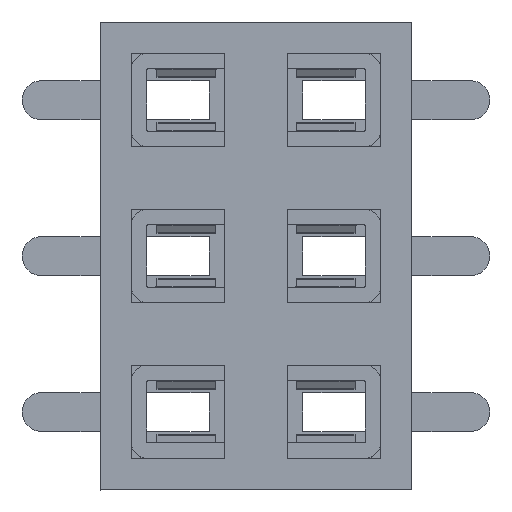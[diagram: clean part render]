
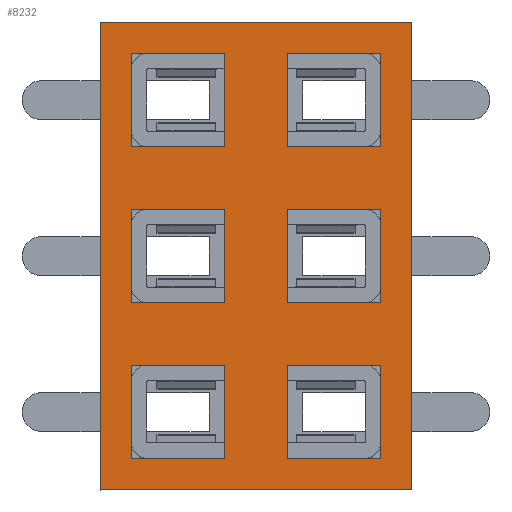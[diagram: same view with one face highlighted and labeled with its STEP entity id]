
A CAD part, top view. The second image highlights one B-rep face of the part: STEP entity #8232.
In plain terms, the highlighted planar face has unit normal (0, 0, 1).
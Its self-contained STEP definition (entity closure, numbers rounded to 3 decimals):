
#274=PLANE('',#9028);
#3072=ORIENTED_EDGE('',*,*,#4123,.T.);
#3073=ORIENTED_EDGE('',*,*,#4120,.T.);
#3074=ORIENTED_EDGE('',*,*,#4117,.T.);
#3075=ORIENTED_EDGE('',*,*,#4113,.T.);
#3076=ORIENTED_EDGE('',*,*,#4192,.T.);
#3077=ORIENTED_EDGE('',*,*,#4188,.T.);
#3078=ORIENTED_EDGE('',*,*,#4185,.T.);
#3079=ORIENTED_EDGE('',*,*,#4181,.T.);
#3080=ORIENTED_EDGE('',*,*,#4259,.T.);
#3081=ORIENTED_EDGE('',*,*,#4256,.T.);
#3082=ORIENTED_EDGE('',*,*,#4253,.T.);
#3083=ORIENTED_EDGE('',*,*,#4249,.T.);
#3084=ORIENTED_EDGE('',*,*,#4300,.T.);
#3085=ORIENTED_EDGE('',*,*,#4313,.F.);
#3086=ORIENTED_EDGE('',*,*,#4306,.F.);
#3087=ORIENTED_EDGE('',*,*,#4310,.T.);
#3088=ORIENTED_EDGE('',*,*,#4294,.T.);
#3089=ORIENTED_EDGE('',*,*,#4290,.T.);
#3090=ORIENTED_EDGE('',*,*,#4287,.T.);
#3091=ORIENTED_EDGE('',*,*,#4283,.T.);
#3092=ORIENTED_EDGE('',*,*,#4226,.T.);
#3093=ORIENTED_EDGE('',*,*,#4222,.T.);
#3094=ORIENTED_EDGE('',*,*,#4219,.T.);
#3095=ORIENTED_EDGE('',*,*,#4215,.T.);
#3096=ORIENTED_EDGE('',*,*,#4157,.T.);
#3097=ORIENTED_EDGE('',*,*,#4154,.T.);
#3098=ORIENTED_EDGE('',*,*,#4151,.T.);
#3099=ORIENTED_EDGE('',*,*,#4147,.T.);
#4113=EDGE_CURVE('',#4952,#4953,#5687,.T.);
#4117=EDGE_CURVE('',#4956,#4952,#5691,.T.);
#4120=EDGE_CURVE('',#4958,#4956,#5694,.T.);
#4123=EDGE_CURVE('',#4953,#4958,#5697,.T.);
#4147=EDGE_CURVE('',#4974,#4975,#5721,.T.);
#4151=EDGE_CURVE('',#4978,#4974,#5725,.T.);
#4154=EDGE_CURVE('',#4980,#4978,#5728,.T.);
#4157=EDGE_CURVE('',#4975,#4980,#5731,.T.);
#4181=EDGE_CURVE('',#4996,#4997,#5755,.T.);
#4185=EDGE_CURVE('',#5000,#4996,#5759,.T.);
#4188=EDGE_CURVE('',#5002,#5000,#5762,.T.);
#4192=EDGE_CURVE('',#4997,#5002,#5766,.T.);
#4215=EDGE_CURVE('',#5018,#5019,#5789,.T.);
#4219=EDGE_CURVE('',#5022,#5018,#5793,.T.);
#4222=EDGE_CURVE('',#5024,#5022,#5796,.T.);
#4226=EDGE_CURVE('',#5019,#5024,#5800,.T.);
#4249=EDGE_CURVE('',#5040,#5041,#5823,.T.);
#4253=EDGE_CURVE('',#5044,#5040,#5827,.T.);
#4256=EDGE_CURVE('',#5046,#5044,#5830,.T.);
#4259=EDGE_CURVE('',#5041,#5046,#5833,.T.);
#4283=EDGE_CURVE('',#5062,#5063,#5857,.T.);
#4287=EDGE_CURVE('',#5066,#5062,#5861,.T.);
#4290=EDGE_CURVE('',#5068,#5066,#5864,.T.);
#4294=EDGE_CURVE('',#5063,#5068,#5868,.T.);
#4300=EDGE_CURVE('',#5072,#5071,#5874,.T.);
#4306=EDGE_CURVE('',#5075,#5076,#5880,.T.);
#4310=EDGE_CURVE('',#5075,#5072,#5884,.T.);
#4313=EDGE_CURVE('',#5076,#5071,#5887,.T.);
#4952=VERTEX_POINT('',#13778);
#4953=VERTEX_POINT('',#13779);
#4956=VERTEX_POINT('',#13787);
#4958=VERTEX_POINT('',#13793);
#4974=VERTEX_POINT('',#13845);
#4975=VERTEX_POINT('',#13846);
#4978=VERTEX_POINT('',#13854);
#4980=VERTEX_POINT('',#13860);
#4996=VERTEX_POINT('',#13912);
#4997=VERTEX_POINT('',#13913);
#5000=VERTEX_POINT('',#13921);
#5002=VERTEX_POINT('',#13927);
#5018=VERTEX_POINT('',#13979);
#5019=VERTEX_POINT('',#13980);
#5022=VERTEX_POINT('',#13988);
#5024=VERTEX_POINT('',#13994);
#5040=VERTEX_POINT('',#14046);
#5041=VERTEX_POINT('',#14047);
#5044=VERTEX_POINT('',#14055);
#5046=VERTEX_POINT('',#14061);
#5062=VERTEX_POINT('',#14113);
#5063=VERTEX_POINT('',#14114);
#5066=VERTEX_POINT('',#14122);
#5068=VERTEX_POINT('',#14128);
#5071=VERTEX_POINT('',#14142);
#5072=VERTEX_POINT('',#14144);
#5075=VERTEX_POINT('',#14153);
#5076=VERTEX_POINT('',#14155);
#5687=LINE('',#13777,#6497);
#5691=LINE('',#13786,#6501);
#5694=LINE('',#13792,#6504);
#5697=LINE('',#13798,#6507);
#5721=LINE('',#13844,#6531);
#5725=LINE('',#13853,#6535);
#5728=LINE('',#13859,#6538);
#5731=LINE('',#13865,#6541);
#5755=LINE('',#13911,#6565);
#5759=LINE('',#13920,#6569);
#5762=LINE('',#13926,#6572);
#5766=LINE('',#13933,#6576);
#5789=LINE('',#13978,#6599);
#5793=LINE('',#13987,#6603);
#5796=LINE('',#13993,#6606);
#5800=LINE('',#14000,#6610);
#5823=LINE('',#14045,#6633);
#5827=LINE('',#14054,#6637);
#5830=LINE('',#14060,#6640);
#5833=LINE('',#14066,#6643);
#5857=LINE('',#14112,#6667);
#5861=LINE('',#14121,#6671);
#5864=LINE('',#14127,#6674);
#5868=LINE('',#14134,#6678);
#5874=LINE('',#14143,#6684);
#5880=LINE('',#14154,#6690);
#5884=LINE('',#14161,#6694);
#5887=LINE('',#14166,#6697);
#6497=VECTOR('',#10954,1000.);
#6501=VECTOR('',#10960,1000.);
#6504=VECTOR('',#10965,1000.);
#6507=VECTOR('',#10970,1000.);
#6531=VECTOR('',#11010,1000.);
#6535=VECTOR('',#11016,1000.);
#6538=VECTOR('',#11021,1000.);
#6541=VECTOR('',#11026,1000.);
#6565=VECTOR('',#11066,1000.);
#6569=VECTOR('',#11072,1000.);
#6572=VECTOR('',#11077,1000.);
#6576=VECTOR('',#11083,1000.);
#6599=VECTOR('',#11122,1000.);
#6603=VECTOR('',#11128,1000.);
#6606=VECTOR('',#11133,1000.);
#6610=VECTOR('',#11139,1000.);
#6633=VECTOR('',#11178,1000.);
#6637=VECTOR('',#11184,1000.);
#6640=VECTOR('',#11189,1000.);
#6643=VECTOR('',#11194,1000.);
#6667=VECTOR('',#11234,1000.);
#6671=VECTOR('',#11240,1000.);
#6674=VECTOR('',#11245,1000.);
#6678=VECTOR('',#11251,1000.);
#6684=VECTOR('',#11259,1000.);
#6690=VECTOR('',#11267,1000.);
#6694=VECTOR('',#11273,1000.);
#6697=VECTOR('',#11280,1000.);
#7146=EDGE_LOOP('',(#3072,#3073,#3074,#3075));
#7147=EDGE_LOOP('',(#3076,#3077,#3078,#3079));
#7148=EDGE_LOOP('',(#3080,#3081,#3082,#3083));
#7149=EDGE_LOOP('',(#3084,#3085,#3086,#3087));
#7150=EDGE_LOOP('',(#3088,#3089,#3090,#3091));
#7151=EDGE_LOOP('',(#3092,#3093,#3094,#3095));
#7152=EDGE_LOOP('',(#3096,#3097,#3098,#3099));
#7602=FACE_BOUND('',#7146,.T.);
#7603=FACE_BOUND('',#7147,.T.);
#7604=FACE_BOUND('',#7148,.T.);
#7605=FACE_BOUND('',#7149,.T.);
#7606=FACE_BOUND('',#7150,.T.);
#7607=FACE_BOUND('',#7151,.T.);
#7608=FACE_BOUND('',#7152,.T.);
#8232=ADVANCED_FACE('',(#7602,#7603,#7604,#7605,#7606,#7607,#7608),#274,
 .F.);
#9028=AXIS2_PLACEMENT_3D('',#14172,#11291,#11292);
#10954=DIRECTION('',(0.,-1.,0.));
#10960=DIRECTION('',(1.,0.,0.));
#10965=DIRECTION('',(0.,1.,0.));
#10970=DIRECTION('',(-1.,0.,0.));
#11010=DIRECTION('',(0.,-1.,0.));
#11016=DIRECTION('',(1.,0.,0.));
#11021=DIRECTION('',(0.,1.,0.));
#11026=DIRECTION('',(-1.,0.,0.));
#11066=DIRECTION('',(-1.,0.,0.));
#11072=DIRECTION('',(0.,-1.,0.));
#11077=DIRECTION('',(1.,0.,0.));
#11083=DIRECTION('',(0.,1.,0.));
#11122=DIRECTION('',(-1.,0.,0.));
#11128=DIRECTION('',(0.,-1.,0.));
#11133=DIRECTION('',(1.,0.,0.));
#11139=DIRECTION('',(0.,1.,0.));
#11178=DIRECTION('',(0.,-1.,0.));
#11184=DIRECTION('',(1.,0.,0.));
#11189=DIRECTION('',(0.,1.,0.));
#11194=DIRECTION('',(-1.,0.,0.));
#11234=DIRECTION('',(-1.,0.,0.));
#11240=DIRECTION('',(0.,-1.,0.));
#11245=DIRECTION('',(1.,0.,0.));
#11251=DIRECTION('',(0.,1.,0.));
#11259=DIRECTION('',(-1.,0.,0.));
#11267=DIRECTION('',(-1.,0.,0.));
#11273=DIRECTION('',(0.,1.,0.));
#11280=DIRECTION('',(0.,1.,0.));
#11291=DIRECTION('',(0.,0.,-1.));
#11292=DIRECTION('',(-1.,0.,0.));
#13777=CARTESIAN_POINT('',(2.6,-0.4,1.));
#13778=CARTESIAN_POINT('',(2.6,-0.4,1.));
#13779=CARTESIAN_POINT('',(2.6,-1.6,1.));
#13786=CARTESIAN_POINT('',(1.4,-0.4,1.));
#13787=CARTESIAN_POINT('',(1.4,-0.4,1.));
#13792=CARTESIAN_POINT('',(1.4,-1.6,1.));
#13793=CARTESIAN_POINT('',(1.4,-1.6,1.));
#13798=CARTESIAN_POINT('',(2.6,-1.6,1.));
#13844=CARTESIAN_POINT('',(0.6,-0.4,1.));
#13845=CARTESIAN_POINT('',(0.6,-0.4,1.));
#13846=CARTESIAN_POINT('',(0.6,-1.6,1.));
#13853=CARTESIAN_POINT('',(-0.6,-0.4,1.));
#13854=CARTESIAN_POINT('',(-0.6,-0.4,1.));
#13859=CARTESIAN_POINT('',(-0.6,-1.6,1.));
#13860=CARTESIAN_POINT('',(-0.6,-1.6,1.));
#13865=CARTESIAN_POINT('',(0.6,-1.6,1.));
#13911=CARTESIAN_POINT('',(2.6,0.4,1.));
#13912=CARTESIAN_POINT('',(2.6,0.4,1.));
#13913=CARTESIAN_POINT('',(1.4,0.4,1.));
#13920=CARTESIAN_POINT('',(2.6,1.6,1.));
#13921=CARTESIAN_POINT('',(2.6,1.6,1.));
#13926=CARTESIAN_POINT('',(1.4,1.6,1.));
#13927=CARTESIAN_POINT('',(1.4,1.6,1.));
#13933=CARTESIAN_POINT('',(1.4,0.4,1.));
#13978=CARTESIAN_POINT('',(0.6,0.4,1.));
#13979=CARTESIAN_POINT('',(0.6,0.4,1.));
#13980=CARTESIAN_POINT('',(-0.6,0.4,1.));
#13987=CARTESIAN_POINT('',(0.6,1.6,1.));
#13988=CARTESIAN_POINT('',(0.6,1.6,1.));
#13993=CARTESIAN_POINT('',(-0.6,1.6,1.));
#13994=CARTESIAN_POINT('',(-0.6,1.6,1.));
#14000=CARTESIAN_POINT('',(-0.6,0.4,1.));
#14045=CARTESIAN_POINT('',(-1.4,-0.4,1.));
#14046=CARTESIAN_POINT('',(-1.4,-0.4,1.));
#14047=CARTESIAN_POINT('',(-1.4,-1.6,1.));
#14054=CARTESIAN_POINT('',(-2.6,-0.4,1.));
#14055=CARTESIAN_POINT('',(-2.6,-0.4,1.));
#14060=CARTESIAN_POINT('',(-2.6,-1.6,1.));
#14061=CARTESIAN_POINT('',(-2.6,-1.6,1.));
#14066=CARTESIAN_POINT('',(-1.4,-1.6,1.));
#14112=CARTESIAN_POINT('',(-1.4,0.4,1.));
#14113=CARTESIAN_POINT('',(-1.4,0.4,1.));
#14114=CARTESIAN_POINT('',(-2.6,0.4,1.));
#14121=CARTESIAN_POINT('',(-1.4,1.6,1.));
#14122=CARTESIAN_POINT('',(-1.4,1.6,1.));
#14127=CARTESIAN_POINT('',(-2.6,1.6,1.));
#14128=CARTESIAN_POINT('',(-2.6,1.6,1.));
#14134=CARTESIAN_POINT('',(-2.6,0.4,1.));
#14142=CARTESIAN_POINT('',(-3.,2.,1.));
#14143=CARTESIAN_POINT('',(3.,2.,1.));
#14144=CARTESIAN_POINT('',(3.,2.,1.));
#14153=CARTESIAN_POINT('',(3.,-2.,1.));
#14154=CARTESIAN_POINT('',(3.,-2.,1.));
#14155=CARTESIAN_POINT('',(-3.,-2.,1.));
#14161=CARTESIAN_POINT('',(3.,-2.,1.));
#14166=CARTESIAN_POINT('',(-3.,-2.,1.));
#14172=CARTESIAN_POINT('',(3.,-2.,1.));
